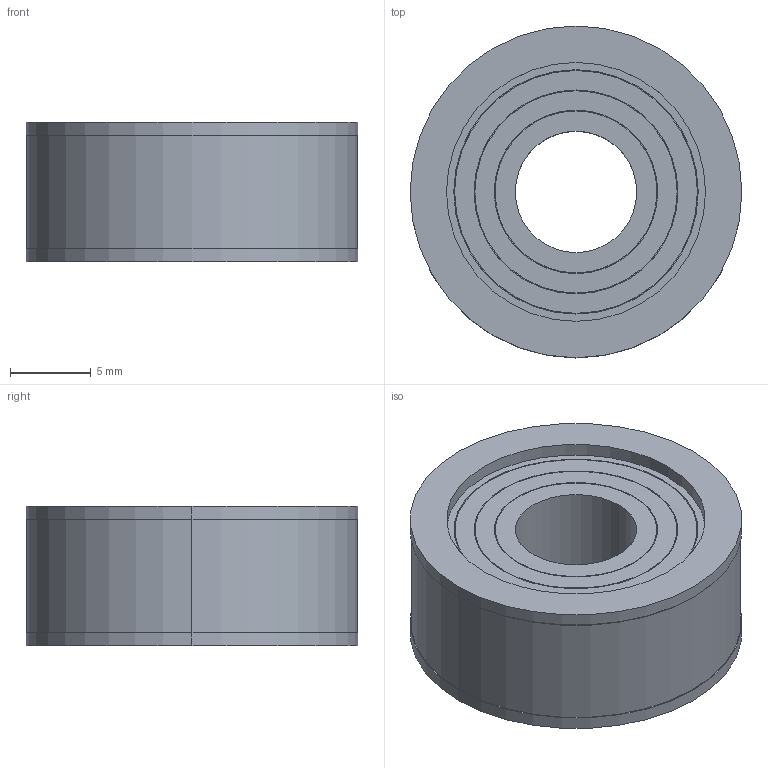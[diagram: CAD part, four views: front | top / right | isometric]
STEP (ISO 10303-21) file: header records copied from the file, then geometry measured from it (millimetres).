
FILE_DESCRIPTION(('Creo Elements/Direct Modeling STEP Export'),'2;1');
FILE_NAME('0ln7uvk5c95m8lg5432','2021-08-18T11:25:05',(''),(''),'Creo Elements/Direct Modeling STEP processor for AP214 (Solid Model)','Creo Elements/Direct Modeling 20.1B 02-Apr-2019 (C) Parametric Technology GmbH','');
FILE_SCHEMA(('AUTOMOTIVE_DESIGN { 1 0 10303 214 1 1 1 1 }'));
Length unit declared in the file: millimetre
Products named in the file (1): CRAC_16
Bounding box: 20.5 x 20.5 x 8.6 mm (x, y, z)
Volume: 2149.6 mm3; surface area: 2794.6 mm2
Topology: 1 solids, 1 shells, 36 faces, 72 edges, 48 vertices
Faces by surface type: cylinder 24, plane 12
Entity records: 1143 total; most frequent: ORIENTED_EDGE 144, DIRECTION 140, CARTESIAN_POINT 130, EDGE_CURVE 72, AXIS2_PLACEMENT_3D 58, VERTEX_POINT 48, EDGE_LOOP 48, COLOUR_RGB 37
